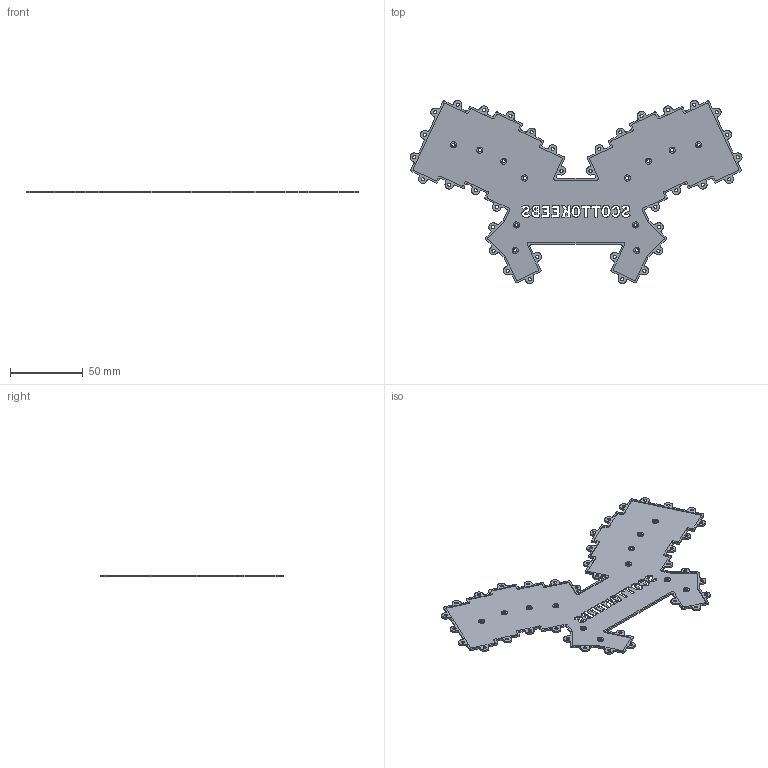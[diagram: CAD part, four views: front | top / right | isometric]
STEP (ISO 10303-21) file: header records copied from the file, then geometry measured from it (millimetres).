
FILE_DESCRIPTION(('HOOPS Exchange Step'),'2;1');
FILE_NAME('temp_export','2023-11-19T20:08:39+19:00',('jscotto'),('Shapr3D Limited'),'HOOPS Exchange 2023.2','Shapr3D','Authorized');
FILE_SCHEMA( ('AUTOMOTIVE_DESIGN { 1 0 10303 214 1 1 1 1 }') );
Length unit declared in the file: millimetre
Products named in the file (1): 3x5 - Bottom (ScottoKeebs)
Bounding box: 227.93 x 125.72 x 1.2 mm (x, y, z)
Volume: 9466.3 mm3; surface area: 30961.1 mm2
Topology: 5 solids, 5 shells, 632 faces, 1919 edges, 1310 vertices
Faces by surface type: cylinder 330, plane 232, cone 48, bspline 22
Full cylindrical faces by diameter (mm): 2.2 x48, 4.1 x1, 4.2 x11
Entity records: 24201 total; most frequent: CARTESIAN_POINT 5859, DIRECTION 3941, ORIENTED_EDGE 3838, EDGE_CURVE 1919, AXIS2_PLACEMENT_3D 1455, VERTEX_POINT 1310, VECTOR 1031, LINE 1031
